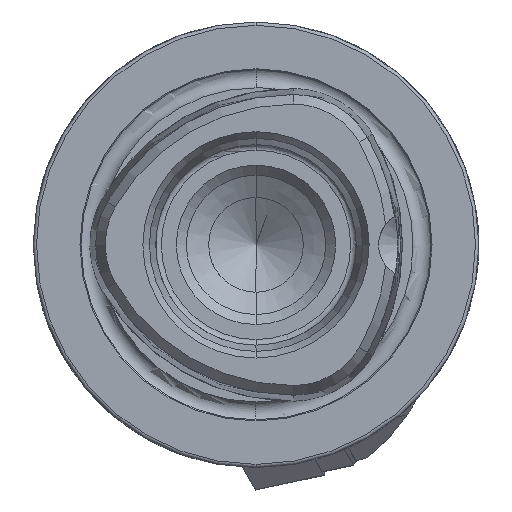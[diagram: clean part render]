
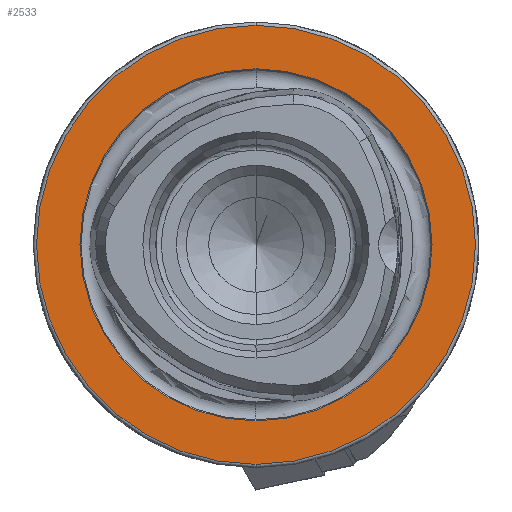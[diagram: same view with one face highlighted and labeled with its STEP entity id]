
A CAD part, left-side view. The second image highlights one B-rep face of the part: STEP entity #2533.
In plain terms, the highlighted planar face has unit normal (-1, 0, 0).
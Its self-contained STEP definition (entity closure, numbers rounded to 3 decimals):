
#1195 = VERTEX_POINT ( 'NONE', #7194 ) ;
#1455 = VERTEX_POINT ( 'NONE', #7931 ) ;
#1886 = PLANE ( 'NONE',  #3235 ) ;
#1908 = CARTESIAN_POINT ( 'NONE',  ( 0., 15.8, 0. ) ) ;
#1964 = DIRECTION ( 'NONE',  ( 1., 0., 0. ) ) ;
#1988 = DIRECTION ( 'NONE',  ( 0., 0., -1. ) ) ;
#2224 = VERTEX_POINT ( 'NONE', #11409 ) ;
#2533 = ADVANCED_FACE ( 'NONE', ( #8049, #8045 ), #1886, .F. ) ;
#3109 = VERTEX_POINT ( 'NONE', #9800 ) ;
#3235 = AXIS2_PLACEMENT_3D ( 'NONE', #1908, #1964, #1988 ) ;
#3605 = EDGE_CURVE ( 'NONE', #1455, #1195, #8419, .T. ) ;
#3616 = EDGE_CURVE ( 'NONE', #3109, #2224, #8428, .T. ) ;
#3662 = EDGE_CURVE ( 'NONE', #1195, #1455, #8474, .T. ) ;
#3748 = EDGE_CURVE ( 'NONE', #2224, #3109, #8568, .T. ) ;
#6731 = EDGE_LOOP ( 'NONE', ( #12084, #12046 ) ) ;
#6849 = EDGE_LOOP ( 'NONE', ( #12076, #12048 ) ) ;
#7194 = CARTESIAN_POINT ( 'NONE',  ( 0., 0., -15.8 ) ) ;
#7931 = CARTESIAN_POINT ( 'NONE',  ( 0., 0., 15.8 ) ) ;
#8045 = FACE_OUTER_BOUND ( 'NONE', #6849, .T. ) ;
#8049 = FACE_BOUND ( 'NONE', #6731, .T. ) ;
#8419 = CIRCLE ( 'NONE', #8872, 15.8 ) ;
#8428 = CIRCLE ( 'NONE', #8834, 19.7 ) ;
#8474 = CIRCLE ( 'NONE', #8855, 15.8 ) ;
#8568 = CIRCLE ( 'NONE', #8899, 19.7 ) ;
#8834 = AXIS2_PLACEMENT_3D ( 'NONE', #10464, #10465, #10466 ) ;
#8855 = AXIS2_PLACEMENT_3D ( 'NONE', #10710, #10711, #10712 ) ;
#8872 = AXIS2_PLACEMENT_3D ( 'NONE', #11798, #11835, #11675 ) ;
#8899 = AXIS2_PLACEMENT_3D ( 'NONE', #10028, #10029, #10030 ) ;
#9800 = CARTESIAN_POINT ( 'NONE',  ( 0., 0., -19.7 ) ) ;
#10028 = CARTESIAN_POINT ( 'NONE',  ( 0., 0., 0. ) ) ;
#10029 = DIRECTION ( 'NONE',  ( -1., 0., 0. ) ) ;
#10030 = DIRECTION ( 'NONE',  ( 0., 0., 1. ) ) ;
#10464 = CARTESIAN_POINT ( 'NONE',  ( 0., 0., 0. ) ) ;
#10465 = DIRECTION ( 'NONE',  ( -1., 0., 0. ) ) ;
#10466 = DIRECTION ( 'NONE',  ( 0., 0., 1. ) ) ;
#10710 = CARTESIAN_POINT ( 'NONE',  ( 0., 0., 0. ) ) ;
#10711 = DIRECTION ( 'NONE',  ( -1., 0., 0. ) ) ;
#10712 = DIRECTION ( 'NONE',  ( 0., 0., 1. ) ) ;
#11409 = CARTESIAN_POINT ( 'NONE',  ( 0., 0., 19.7 ) ) ;
#11675 = DIRECTION ( 'NONE',  ( 0., 0., 1. ) ) ;
#11798 = CARTESIAN_POINT ( 'NONE',  ( 0., 0., 0. ) ) ;
#11835 = DIRECTION ( 'NONE',  ( -1., 0., 0. ) ) ;
#12046 = ORIENTED_EDGE ( 'NONE', *, *, #3662, .F. ) ;
#12048 = ORIENTED_EDGE ( 'NONE', *, *, #3616, .T. ) ;
#12076 = ORIENTED_EDGE ( 'NONE', *, *, #3748, .T. ) ;
#12084 = ORIENTED_EDGE ( 'NONE', *, *, #3605, .F. ) ;
